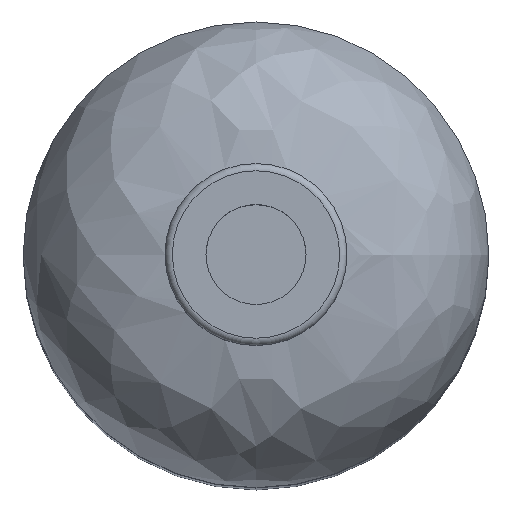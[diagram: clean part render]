
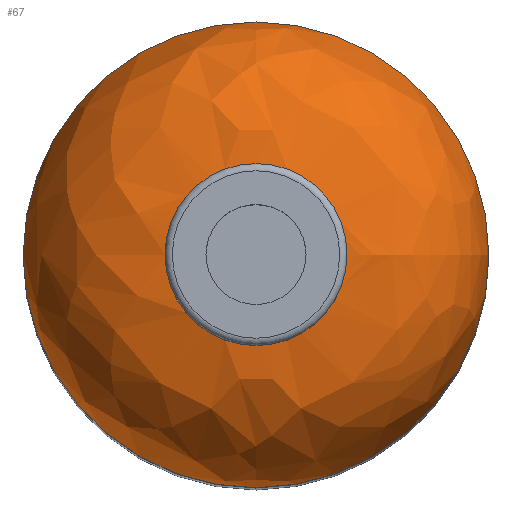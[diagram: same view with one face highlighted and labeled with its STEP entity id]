
A CAD part, top view. The second image highlights one B-rep face of the part: STEP entity #67.
In plain terms, the highlighted free-form (B-spline) face has degree [3, 3] with [4, 7] control points.
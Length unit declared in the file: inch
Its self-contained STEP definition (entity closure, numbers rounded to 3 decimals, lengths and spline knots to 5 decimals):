
#67=ADVANCED_FACE('',(#140,#141),#142,.T.);
#140=FACE_OUTER_BOUND('',#205,.T.);
#141=FACE_OUTER_BOUND('',#206,.T.);
#142=(B_SPLINE_SURFACE(3,3,((#208,#209,#210,#211,#212,#213,#214),(#215,#216,#217,#218,#219,#220,#221),(#222,#223,#224,#225,#226,#227,#228),(#229,#230,#231,#232,#233,#234,#235)),.UNSPECIFIED.,.F.,.T.,.F.)B_SPLINE_SURFACE_WITH_KNOTS((4,4),(4,3,4),(0.0,6.28319),(-1.5708,-0.7854,0.0),.UNSPECIFIED.)RATIONAL_B_SPLINE_SURFACE(((1.0,0.333,0.333,1.0,0.333,0.333,1.0),(0.805,0.268,0.268,0.805,0.268,0.268,0.805),(0.805,0.268,0.268,0.805,0.268,0.268,0.805),(1.0,0.333,0.333,1.0,0.333,0.333,1.0)))BOUNDED_SURFACE()REPRESENTATION_ITEM('')GEOMETRIC_REPRESENTATION_ITEM()SURFACE());
#205=EDGE_LOOP('',(#326));
#206=EDGE_LOOP('',(#327));
#208=CARTESIAN_POINT('',(-0.04324,1.92381,0.3511));
#209=CARTESIAN_POINT('',(3.15676,1.92381,0.3511));
#210=CARTESIAN_POINT('',(3.15676,-1.27619,0.3511));
#211=CARTESIAN_POINT('',(-0.04324,-1.27619,0.3511));
#212=CARTESIAN_POINT('',(-3.24324,-1.27619,0.3511));
#213=CARTESIAN_POINT('',(-3.24324,1.92381,0.3511));
#214=CARTESIAN_POINT('',(-0.04324,1.92381,0.3511));
#215=CARTESIAN_POINT('',(-0.04324,1.92381,0.92224));
#216=CARTESIAN_POINT('',(3.15676,1.92381,0.92224));
#217=CARTESIAN_POINT('',(3.15676,-1.27619,0.92224));
#218=CARTESIAN_POINT('',(-0.04324,-1.27619,0.92224));
#219=CARTESIAN_POINT('',(-3.24324,-1.27619,0.92224));
#220=CARTESIAN_POINT('',(-3.24324,1.92381,0.92224));
#221=CARTESIAN_POINT('',(-0.04324,1.92381,0.92224));
#222=CARTESIAN_POINT('',(-0.04324,1.51995,1.3261));
#223=CARTESIAN_POINT('',(2.34905,1.51995,1.3261));
#224=CARTESIAN_POINT('',(2.34905,-0.87233,1.3261));
#225=CARTESIAN_POINT('',(-0.04324,-0.87233,1.3261));
#226=CARTESIAN_POINT('',(-2.43552,-0.87233,1.3261));
#227=CARTESIAN_POINT('',(-2.43552,1.51995,1.3261));
#228=CARTESIAN_POINT('',(-0.04324,1.51995,1.3261));
#229=CARTESIAN_POINT('',(-0.04324,0.94881,1.3261));
#230=CARTESIAN_POINT('',(1.20676,0.94881,1.3261));
#231=CARTESIAN_POINT('',(1.20676,-0.30119,1.3261));
#232=CARTESIAN_POINT('',(-0.04324,-0.30119,1.3261));
#233=CARTESIAN_POINT('',(-1.29324,-0.30119,1.3261));
#234=CARTESIAN_POINT('',(-1.29324,0.94881,1.3261));
#235=CARTESIAN_POINT('',(-0.04324,0.94881,1.3261));
#326=ORIENTED_EDGE('',*,*,#337,.F.);
#327=ORIENTED_EDGE('',*,*,#330,.F.);
#330=EDGE_CURVE('',#360,#360,#361,.T.);
#337=EDGE_CURVE('',#371,#371,#372,.T.);
#360=VERTEX_POINT('',#403);
#361=CIRCLE('',#404,1.6);
#371=VERTEX_POINT('',#414);
#372=CIRCLE('',#415,0.625);
#403=CARTESIAN_POINT('',(-0.04324,1.92381,0.3511));
#404=AXIS2_PLACEMENT_3D('',#446,#447,#448);
#414=CARTESIAN_POINT('',(0.58176,0.32381,1.3261));
#415=AXIS2_PLACEMENT_3D('',#458,#459,#460);
#446=CARTESIAN_POINT('',(-0.04324,0.32381,0.3511));
#447=DIRECTION('',(0.0,0.,-1.0));
#448=DIRECTION('',(0.0,1.0,0.));
#458=CARTESIAN_POINT('',(-0.04324,0.32381,1.3261));
#459=DIRECTION('',(0.0,0.0,1.0));
#460=DIRECTION('',(1.0,0.0,0.0));
